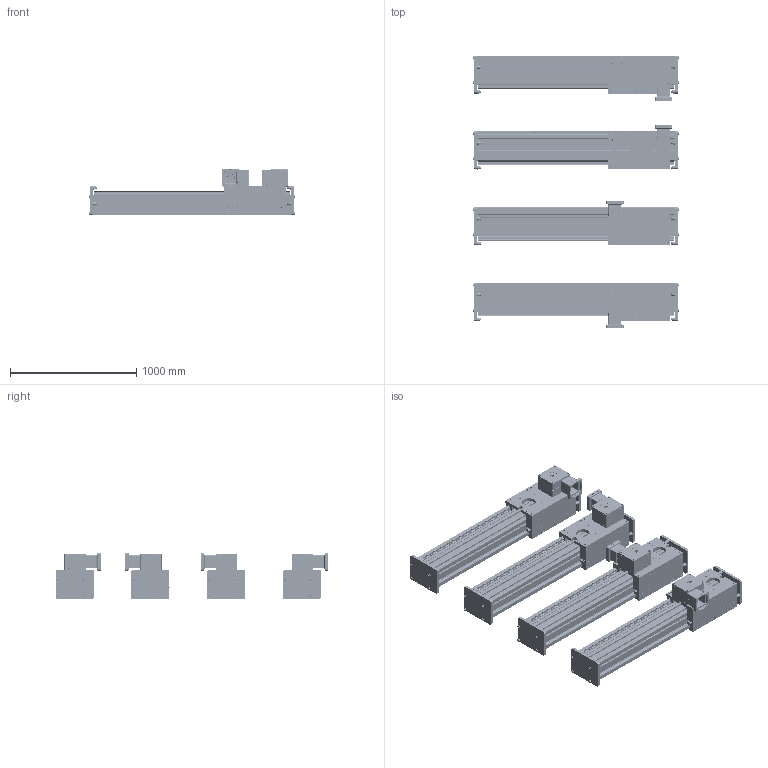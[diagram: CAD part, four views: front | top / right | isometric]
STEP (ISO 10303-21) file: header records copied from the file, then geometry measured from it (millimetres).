
FILE_DESCRIPTION((''),'2;1');
FILE_NAME('MSL230-Z-Hub 1000.stp','2012-10-12T09:20:13',('hartung_david'),(''),'Autodesk Inventor 2012','Autodesk Inventor 2012','');
FILE_SCHEMA(('AUTOMOTIVE_DESIGN { 1 0 10303 214 1 1 1 1 }'));
Length unit declared in the file: millimetre
Products named in the file (6): MSL230-Z-Hub-1000; MSL230-Z-Hub-1000-010; MSL230-Z-Hub-1000-020; MSL230-Z-Hub-1000-030; E-Schneckengetr.-57 04 007; Motorflansch-65 59 409
Assembly tree (20 placements, depth 2):
  MSL230-Z-Hub-1000
    MSL230-Z-Hub-1000-010  x4
    MSL230-Z-Hub-1000-020  x4
    MSL230-Z-Hub-1000-030  x4
    E-Schneckengetr.-57 04 007  x4
    Motorflansch-65 59 409  x4
Bounding box: 1627 x 2157.56 x 365 mm (x, y, z)
Volume: 271170220.7 mm3; surface area: 15975230 mm2
Topology: 20 solids, 164 shells, 8324 faces, 21292 edges, 13552 vertices
Faces by surface type: plane 4552, cylinder 2568, cone 852, torus 216, bspline 80, sphere 40, revolution 16
Full cylindrical faces by diameter (mm): 3.242 x16, 6.637 x16, 6.647 x40, 7 x32, 8 x64, 8.366 x48, 8.376 x232, 9 x136, 11 x16, 13 x64, 14 x32, 15 x136, 16 x32, 18 x60, 21 x32, 24.7 x4, 41.733 x8, 56 x4, 62 x8, 90 x8, 110 x8, 130 x4
Entity records: 64398 total; most frequent: CARTESIAN_POINT 14358, DIRECTION 10070, ORIENTED_EDGE 9340, EDGE_CURVE 4670, AXIS2_PLACEMENT_3D 3518, VERTEX_POINT 3219, VECTOR 3030, LINE 3030
